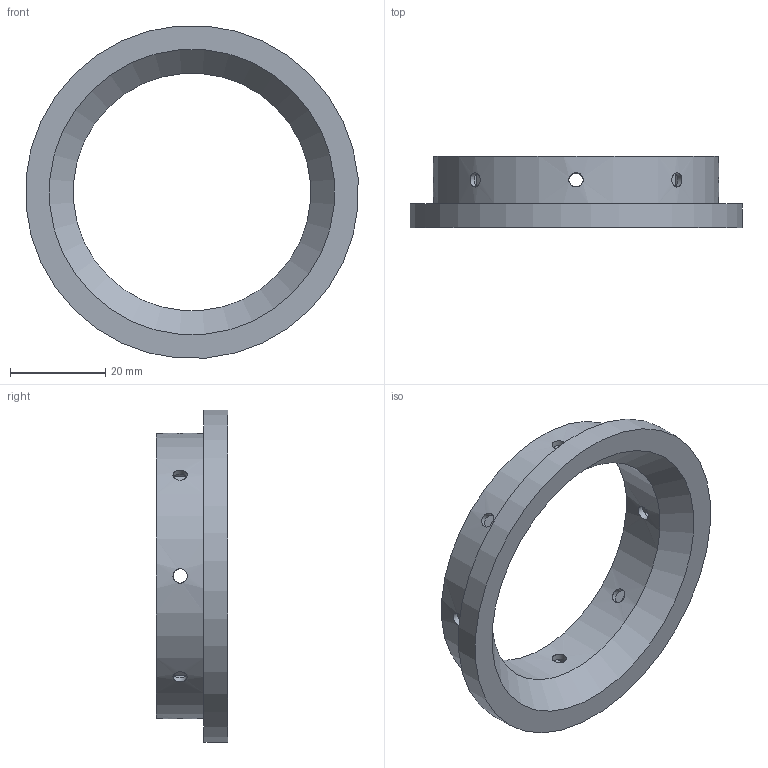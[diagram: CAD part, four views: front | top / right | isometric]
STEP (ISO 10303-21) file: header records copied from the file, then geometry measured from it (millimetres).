
FILE_DESCRIPTION(/* description */ (''),/* implementation_level */ '2;1');
FILE_NAME(/* name */ 'couplage_standard_male v8.step',/* time_stamp */ '2025-06-21T17:39:59+02:00',/* author */ (''),/* organization */ (''),/* preprocessor_version */ 'ST-DEVELOPER v20.1',/* originating_system */ 'Autodesk Translation Framework v14.10.0.0',/* authorisation */ '');
FILE_SCHEMA (('AUTOMOTIVE_DESIGN { 1 0 10303 214 3 1 1 }'));
Length unit declared in the file: millimetre
Products named in the file (1): couplage_standard_male
Bounding box: 69.73 x 15 x 69.73 mm (x, y, z)
Volume: 14788.4 mm3; surface area: 9797.7 mm2
Topology: 1 solids, 1 shells, 63 faces, 179 edges, 125 vertices
Faces by surface type: plane 43, cylinder 19, cone 1
Full cylindrical faces by diameter (mm): 3 x16, 50 x1, 60 x1, 70 x1
Entity records: 2631 total; most frequent: CARTESIAN_POINT 922, ORIENTED_EDGE 358, DIRECTION 292, EDGE_CURVE 179, VERTEX_POINT 125, LINE 118, VECTOR 118, EDGE_LOOP 104
